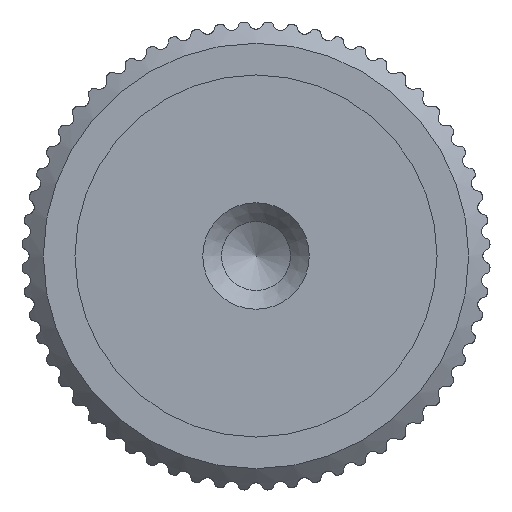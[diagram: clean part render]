
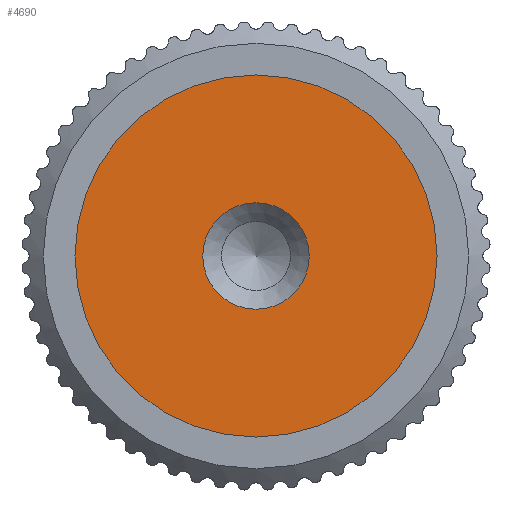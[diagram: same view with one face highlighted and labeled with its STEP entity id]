
A CAD part, front view. The second image highlights one B-rep face of the part: STEP entity #4690.
In plain terms, the highlighted planar face has unit normal (0, -1, 0).
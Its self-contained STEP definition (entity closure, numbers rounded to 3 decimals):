
#16=FACE_BOUND('',#761,.T.);
#19=PLANE('',#5089);
#510=FACE_OUTER_BOUND('',#760,.T.);
#760=EDGE_LOOP('',(#4436));
#761=EDGE_LOOP('',(#4437));
#1377=CIRCLE('',#5081,2.5);
#1380=CIRCLE('',#5088,8.5);
#2229=VERTEX_POINT('',#12231);
#2232=VERTEX_POINT('',#12243);
#2961=EDGE_CURVE('',#2229,#2229,#1377,.T.);
#2967=EDGE_CURVE('',#2232,#2232,#1380,.T.);
#4436=ORIENTED_EDGE('',*,*,#2967,.T.);
#4437=ORIENTED_EDGE('',*,*,#2961,.T.);
#4690=ADVANCED_FACE('',(#510,#16),#19,.F.);
#5081=AXIS2_PLACEMENT_3D('',#12232,#6069,#6070);
#5088=AXIS2_PLACEMENT_3D('',#12245,#6086,#6087);
#5089=AXIS2_PLACEMENT_3D('',#12246,#6088,#6089);
#6069=DIRECTION('center_axis',(0.,1.,0.));
#6070=DIRECTION('ref_axis',(1.,0.,0.));
#6086=DIRECTION('center_axis',(0.,-1.,0.));
#6087=DIRECTION('ref_axis',(1.,0.,0.));
#6088=DIRECTION('center_axis',(0.,1.,0.));
#6089=DIRECTION('ref_axis',(0.,0.,1.));
#12231=CARTESIAN_POINT('',(-2.5,0.,0.));
#12232=CARTESIAN_POINT('Origin',(0.,0.,0.));
#12243=CARTESIAN_POINT('',(-8.5,0.,0.));
#12245=CARTESIAN_POINT('Origin',(0.,0.,0.));
#12246=CARTESIAN_POINT('Origin',(0.,0.,0.));
